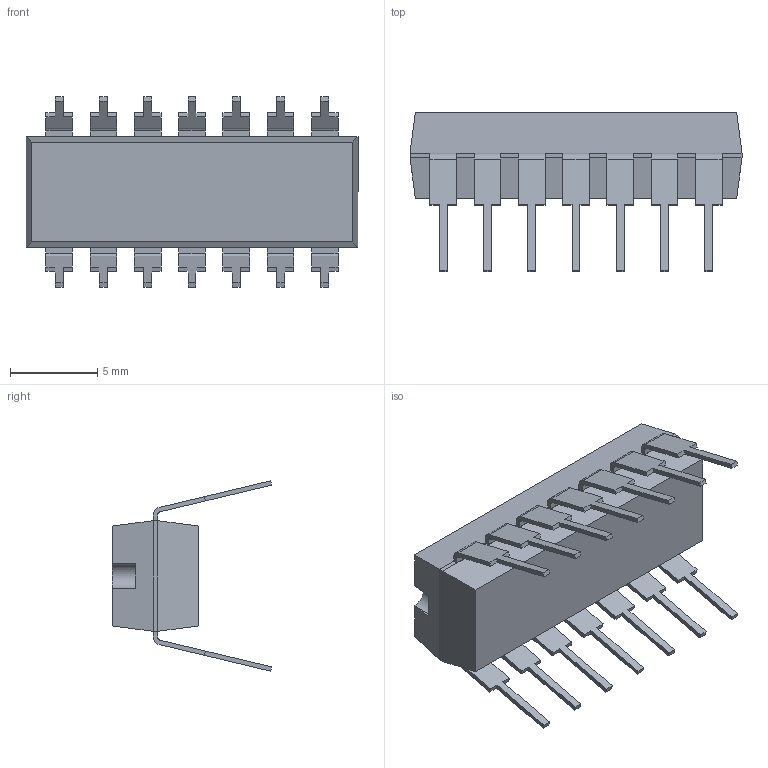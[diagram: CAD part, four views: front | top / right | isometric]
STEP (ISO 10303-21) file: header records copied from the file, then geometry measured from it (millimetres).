
FILE_DESCRIPTION (( 'STEP AP214' ), '1' );
FILE_NAME ('MCP4922-E(slash)P.STEP', '2020-07-03T20:42:53', ( '' ), ( '' ), 'SwSTEP 2.0', 'SolidWorks 2017', '' );
FILE_SCHEMA (( 'AUTOMOTIVE_DESIGN' ));
Length unit declared in the file: inch
Products named in the file (1): MCP4922-E(slash)P
Bounding box: 19.05 x 9.14 x 10.92 mm (x, y, z)
Volume: 586.5 mm3; surface area: 720.9 mm2
Topology: 16 solids, 16 shells, 221 faces, 554 edges, 366 vertices
Faces by surface type: plane 188, cylinder 33
Entity records: 6719 total; most frequent: CARTESIAN_POINT 1142, ORIENTED_EDGE 1108, DIRECTION 1064, EDGE_CURVE 554, VECTOR 488, LINE 488, VERTEX_POINT 366, AXIS2_PLACEMENT_3D 288
